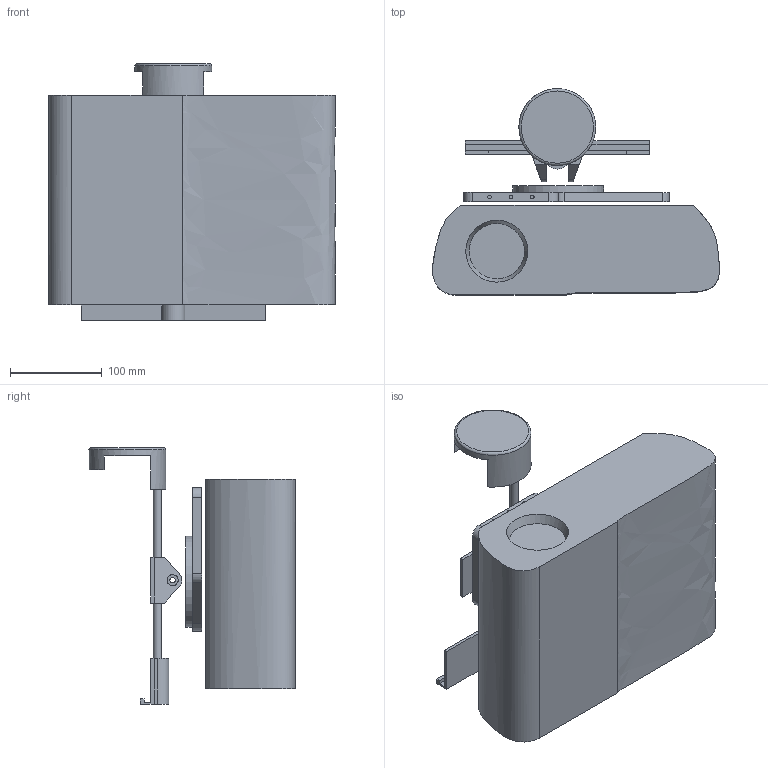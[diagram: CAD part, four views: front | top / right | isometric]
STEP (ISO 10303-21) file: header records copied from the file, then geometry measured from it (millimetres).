
FILE_DESCRIPTION(/* description */ ('','CAx-IF Rec.Pracs.---Representation and Presentation of Product Manufacturing Information (PMI)---4.0---2014-10-13'),/* implementation_level */ '2;1');
FILE_NAME(/* name */ 'Projector Mount.step',/* time_stamp */ '2025-04-06T18:00:57+01:00',/* author */ (''),/* organization */ (''),/* preprocessor_version */ 'ST-DEVELOPER v20',/* originating_system */ 'Autodesk Translation Framework v13.20.0.188',/* authorisation */ '');
FILE_SCHEMA (('AP242_MANAGED_MODEL_BASED_3D_ENGINEERING_MIM_LF { 1 0 10303 442 1 1 4 }'));
Length unit declared in the file: millimetre
Products named in the file (8): Projector Mount; Projector; Shelf attachment back; Shelf Attachment Front; Rod; Shelf Attachment Mid; Lower Piece; Mating Piece
Assembly tree (7 placements, depth 3):
  Projector Mount
    Projector
    Shelf attachment back
    Shelf Attachment Front
    Rod
    Shelf Attachment Mid
    Lower Piece
      Mating Piece
Bounding box: 311.66 x 224.16 x 279 mm (x, y, z)
Volume: 6985132.8 mm3; surface area: 368045.1 mm2
Topology: 6 solids, 6 shells, 116 faces, 262 edges, 173 vertices
Faces by surface type: plane 77, cylinder 35, bspline 2, cone 1, torus 1
Full cylindrical faces by diameter (mm): 4 x3, 4.5 x5, 6 x4, 7.5 x5, 9 x4, 12 x2, 83.5 x1, 98.5 x1
Entity records: 3818 total; most frequent: CARTESIAN_POINT 861, DIRECTION 596, ORIENTED_EDGE 524, EDGE_CURVE 262, AXIS2_PLACEMENT_3D 208, LINE 180, VECTOR 180, VERTEX_POINT 173
